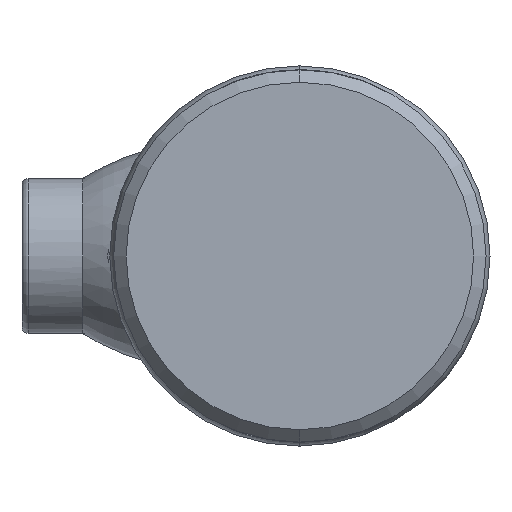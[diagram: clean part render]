
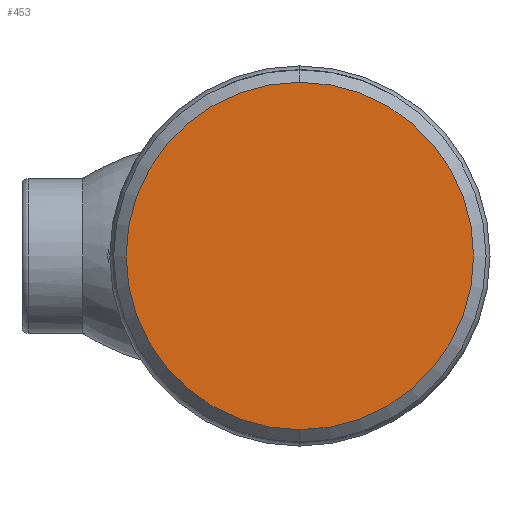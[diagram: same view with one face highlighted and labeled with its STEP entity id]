
A CAD part, left-side view. The second image highlights one B-rep face of the part: STEP entity #453.
In plain terms, the highlighted planar face has unit normal (-1, 0, 0).
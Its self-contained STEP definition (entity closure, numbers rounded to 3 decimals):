
#2 = EDGE_CURVE ( 'NONE', #1598, #653, #880, .T. ) ;
#184 = EDGE_CURVE ( 'NONE', #653, #1598, #1245, .T. ) ;
#222 = EDGE_LOOP ( 'NONE', ( #1321, #1619 ) ) ;
#308 = DIRECTION ( 'NONE',  ( 1., 0., 0. ) ) ;
#417 = CARTESIAN_POINT ( 'NONE',  ( 0., 0., 0. ) ) ;
#453 = ADVANCED_FACE ( 'NONE', ( #2010 ), #705, .F. ) ;
#477 = AXIS2_PLACEMENT_3D ( 'NONE', #417, #1709, #617 ) ;
#617 = DIRECTION ( 'NONE',  ( 0., 0., -1. ) ) ;
#653 = VERTEX_POINT ( 'NONE', #2090 ) ;
#705 = PLANE ( 'NONE',  #1148 ) ;
#794 = AXIS2_PLACEMENT_3D ( 'NONE', #1549, #2106, #2244 ) ;
#880 = CIRCLE ( 'NONE', #794, 28. ) ;
#1148 = AXIS2_PLACEMENT_3D ( 'NONE', #1429, #308, #1618 ) ;
#1245 = CIRCLE ( 'NONE', #477, 28. ) ;
#1321 = ORIENTED_EDGE ( 'NONE', *, *, #184, .T. ) ;
#1429 = CARTESIAN_POINT ( 'NONE',  ( 0., 0., 0. ) ) ;
#1549 = CARTESIAN_POINT ( 'NONE',  ( 0., 0., 0. ) ) ;
#1598 = VERTEX_POINT ( 'NONE', #2271 ) ;
#1618 = DIRECTION ( 'NONE',  ( 0., 0., -1. ) ) ;
#1619 = ORIENTED_EDGE ( 'NONE', *, *, #2, .T. ) ;
#1709 = DIRECTION ( 'NONE',  ( -1., 0., 0. ) ) ;
#2010 = FACE_OUTER_BOUND ( 'NONE', #222, .T. ) ;
#2090 = CARTESIAN_POINT ( 'NONE',  ( 0., 0., -28. ) ) ;
#2106 = DIRECTION ( 'NONE',  ( -1., 0., 0. ) ) ;
#2244 = DIRECTION ( 'NONE',  ( 0., 0., -1. ) ) ;
#2271 = CARTESIAN_POINT ( 'NONE',  ( 0., 0., 28. ) ) ;
